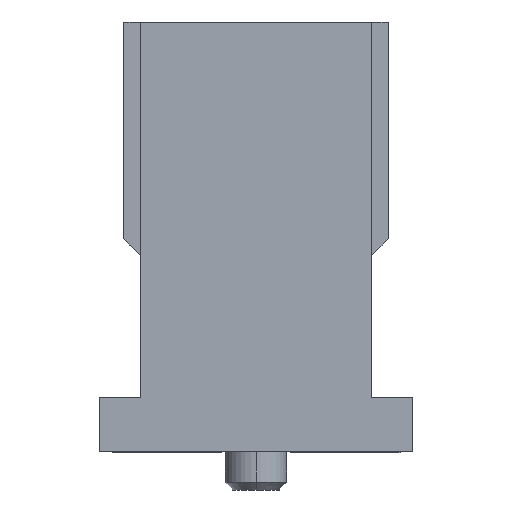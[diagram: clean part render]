
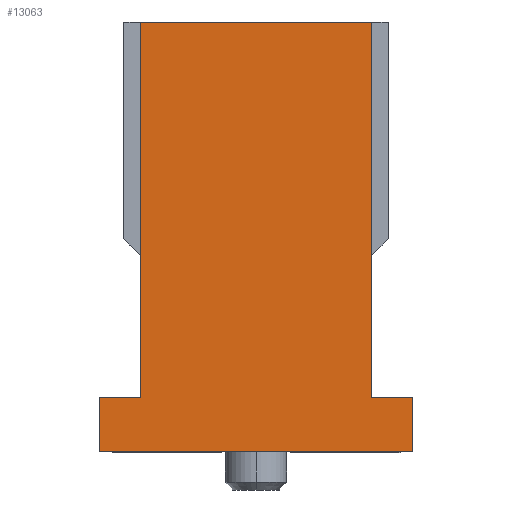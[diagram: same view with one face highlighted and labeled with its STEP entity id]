
A CAD part, left-side view. The second image highlights one B-rep face of the part: STEP entity #13063.
In plain terms, the highlighted planar face has unit normal (-1, 0, 0).
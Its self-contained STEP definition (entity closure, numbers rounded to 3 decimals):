
#97=CARTESIAN_POINT('',(-17.95,-3.05,0.));
#98=VERTEX_POINT('',#97);
#105=CARTESIAN_POINT('',(-17.95,3.05,0.));
#106=VERTEX_POINT('',#105);
#107=CARTESIAN_POINT('',(-17.95,-3.05,0.));
#108=DIRECTION('',(0.0,1.0,0.0));
#109=VECTOR('',#108,6.1);
#110=LINE('',#107,#109);
#111=EDGE_CURVE('',#98,#106,#110,.T.);
#10362=CARTESIAN_POINT('',(-17.95,-2.25,8.35));
#10363=VERTEX_POINT('',#10362);
#10370=CARTESIAN_POINT('',(-17.95,-2.25,1.05));
#10371=VERTEX_POINT('',#10370);
#10372=CARTESIAN_POINT('',(-17.95,-2.25,8.35));
#10373=DIRECTION('',(0.0,0.0,-1.0));
#10374=VECTOR('',#10373,7.3);
#10375=LINE('',#10372,#10374);
#10376=EDGE_CURVE('',#10363,#10371,#10375,.T.);
#10473=CARTESIAN_POINT('',(-17.95,-3.05,1.05));
#10474=VERTEX_POINT('',#10473);
#10475=CARTESIAN_POINT('',(-17.95,-2.25,1.05));
#10476=DIRECTION('',(0.0,-1.0,0.0));
#10477=VECTOR('',#10476,0.8);
#10478=LINE('',#10475,#10477);
#10479=EDGE_CURVE('',#10371,#10474,#10478,.T.);
#10498=CARTESIAN_POINT('',(-17.95,3.05,1.05));
#10499=VERTEX_POINT('',#10498);
#10506=CARTESIAN_POINT('',(-17.95,2.25,1.05));
#10507=VERTEX_POINT('',#10506);
#10508=CARTESIAN_POINT('',(-17.95,3.05,1.05));
#10509=DIRECTION('',(0.0,-1.0,0.0));
#10510=VECTOR('',#10509,0.8);
#10511=LINE('',#10508,#10510);
#10512=EDGE_CURVE('',#10499,#10507,#10511,.T.);
#12773=CARTESIAN_POINT('',(-17.95,2.25,8.35));
#12774=VERTEX_POINT('',#12773);
#12781=CARTESIAN_POINT('',(-17.95,2.25,8.35));
#12782=DIRECTION('',(0.0,-1.0,0.0));
#12783=VECTOR('',#12782,4.5);
#12784=LINE('',#12781,#12783);
#12785=EDGE_CURVE('',#12774,#10363,#12784,.T.);
#13026=CARTESIAN_POINT('',(-17.95,2.25,8.35));
#13027=DIRECTION('',(0.0,0.0,-1.0));
#13028=VECTOR('',#13027,7.3);
#13029=LINE('',#13026,#13028);
#13030=EDGE_CURVE('',#12774,#10507,#13029,.T.);
#13038=CARTESIAN_POINT('',(-17.95,-3.355,8.767));
#13039=DIRECTION('',(-1.0,0.0,0.0));
#13040=DIRECTION('',(0.0,-1.0,0.0));
#13041=AXIS2_PLACEMENT_3D('',#13038,#13039,#13040);
#13042=PLANE('',#13041);
#13043=CARTESIAN_POINT('',(-17.95,-3.05,0.));
#13044=DIRECTION('',(0.0,0.0,1.0));
#13045=VECTOR('',#13044,1.05);
#13046=LINE('',#13043,#13045);
#13047=EDGE_CURVE('',#98,#10474,#13046,.T.);
#13048=ORIENTED_EDGE('',*,*,#13047,.T.);
#13049=ORIENTED_EDGE('',*,*,#10479,.F.);
#13050=ORIENTED_EDGE('',*,*,#10376,.F.);
#13051=ORIENTED_EDGE('',*,*,#12785,.F.);
#13052=ORIENTED_EDGE('',*,*,#13030,.T.);
#13053=ORIENTED_EDGE('',*,*,#10512,.F.);
#13054=CARTESIAN_POINT('',(-17.95,3.05,0.));
#13055=DIRECTION('',(0.0,0.0,1.0));
#13056=VECTOR('',#13055,1.05);
#13057=LINE('',#13054,#13056);
#13058=EDGE_CURVE('',#106,#10499,#13057,.T.);
#13059=ORIENTED_EDGE('',*,*,#13058,.F.);
#13060=ORIENTED_EDGE('',*,*,#111,.F.);
#13061=EDGE_LOOP('',(#13048,#13049,#13050,#13051,#13052,#13053,#13059,#13060));
#13062=FACE_OUTER_BOUND('',#13061,.T.);
#13063=ADVANCED_FACE('',(#13062),#13042,.T.);
